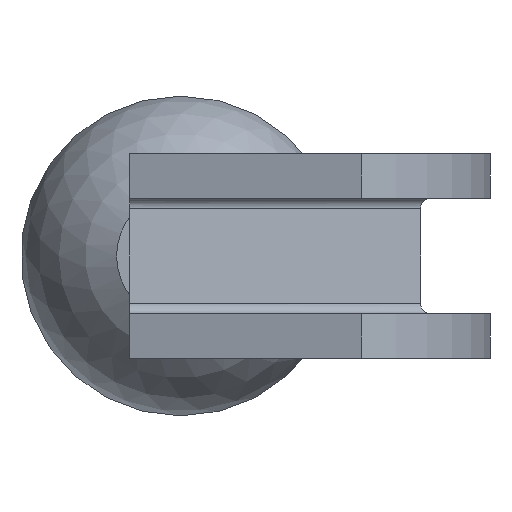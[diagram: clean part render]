
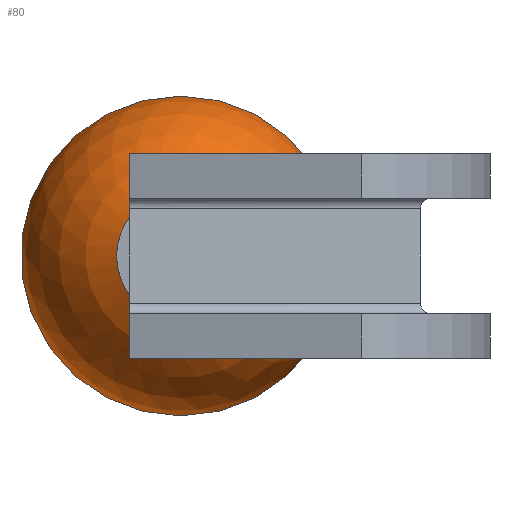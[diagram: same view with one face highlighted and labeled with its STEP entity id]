
A CAD part, left-side view. The second image highlights one B-rep face of the part: STEP entity #80.
In plain terms, the highlighted spherical face has radius 12.5 mm.
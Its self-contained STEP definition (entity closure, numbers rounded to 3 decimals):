
#80 = ADVANCED_FACE( '', ( #171, #172 ), #173, .T. );
#171 = FACE_BOUND( '', #271, .T. );
#172 = FACE_OUTER_BOUND( '', #272, .T. );
#173 = SPHERICAL_SURFACE( '', #273, 12.5 );
#271 = VERTEX_LOOP( '', #452 );
#272 = EDGE_LOOP( '', ( #453 ) );
#273 = AXIS2_PLACEMENT_3D( '', #454, #455, #456 );
#452 = VERTEX_POINT( '', #637 );
#453 = ORIENTED_EDGE( '', *, *, #638, .F. );
#454 = CARTESIAN_POINT( '', ( 104., 5.5, 0. ) );
#455 = DIRECTION( '', ( -1., 0., 0. ) );
#456 = DIRECTION( '', ( 0., -1., 0. ) );
#637 = CARTESIAN_POINT( '', ( 116.5, 5.5, 0. ) );
#638 = EDGE_CURVE( '', #775, #775, #776, .T. );
#775 = VERTEX_POINT( '', #994 );
#776 = CIRCLE( '', #995, 5.015 );
#994 = CARTESIAN_POINT( '', ( 92.55, 0.485, 0. ) );
#995 = AXIS2_PLACEMENT_3D( '', #1129, #1130, #1131 );
#1129 = CARTESIAN_POINT( '', ( 92.55, 5.5, 0. ) );
#1130 = DIRECTION( '', ( -1., 0., 0. ) );
#1131 = DIRECTION( '', ( 0., -1., 0. ) );
